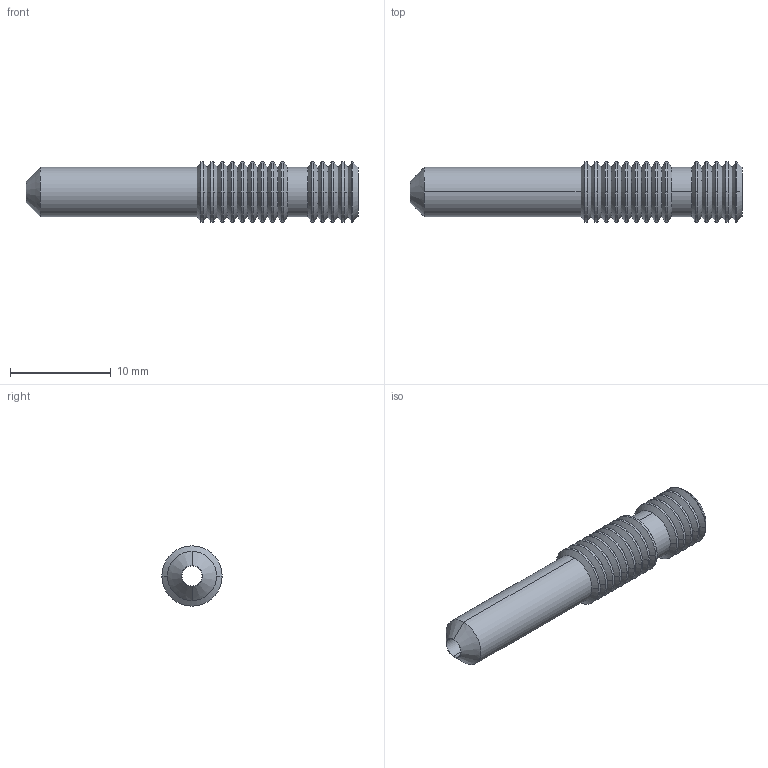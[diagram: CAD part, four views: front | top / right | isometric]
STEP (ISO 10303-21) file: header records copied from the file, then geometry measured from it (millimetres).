
FILE_DESCRIPTION (( 'STEP AP203' ), '1' );
FILE_NAME ('B18.2.3.2M - Formed hex screw, M6 x 1.0 x 35 --35WS.STEP', '2016-02-18T15:08:12', ( '' ), ( '' ), 'SwSTEP 2.0', 'SolidWorks 2013', '' );
FILE_SCHEMA (( 'CONFIG_CONTROL_DESIGN' ));
Length unit declared in the file: millimetre
Products named in the file (1): B18.2.3.2M - Formed hex screw, M6 x 1.0 x 35 --35WS
Bounding box: 33 x 6 x 6 mm (x, y, z)
Volume: 582.8 mm3; surface area: 897.4 mm2
Topology: 1 solids, 1 shells, 94 faces, 248 edges, 156 vertices
Faces by surface type: cone 58, cylinder 34, plane 2
Entity records: 3045 total; most frequent: DIRECTION 594, CARTESIAN_POINT 499, ORIENTED_EDGE 496, AXIS2_PLACEMENT_3D 251, EDGE_CURVE 248, VERTEX_POINT 156, CIRCLE 156, EDGE_LOOP 96
